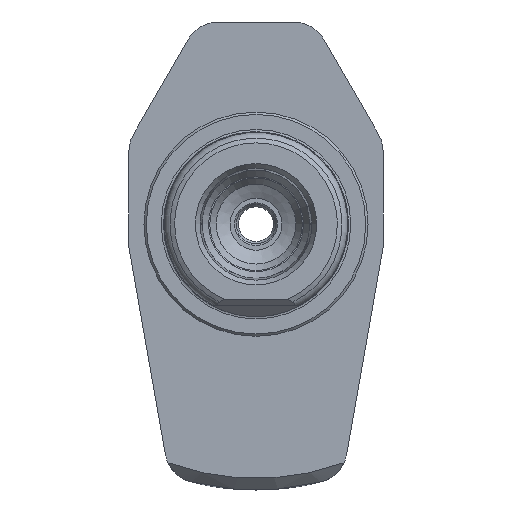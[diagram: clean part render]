
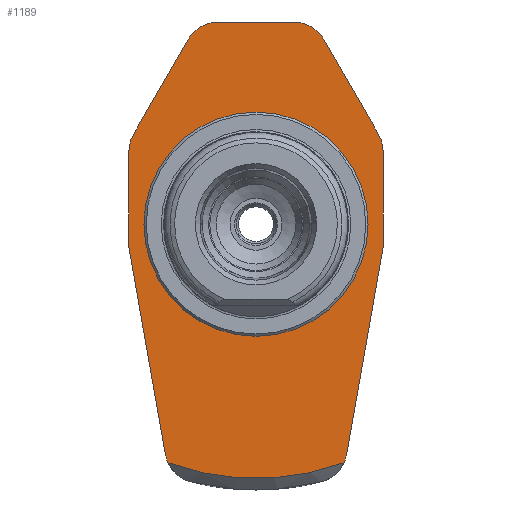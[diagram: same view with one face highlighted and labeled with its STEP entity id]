
A CAD part, left-side view. The second image highlights one B-rep face of the part: STEP entity #1189.
In plain terms, the highlighted planar face has unit normal (-1, 0, 0).
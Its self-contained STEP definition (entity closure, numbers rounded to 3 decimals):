
#694=CARTESIAN_POINT('',(50.2,-10.598,7.804));
#695=VERTEX_POINT('',#694);
#702=CARTESIAN_POINT('',(50.2,-11.,6.304));
#703=VERTEX_POINT('',#702);
#704=CARTESIAN_POINT('',(50.2,-8.,6.304));
#705=DIRECTION('',(-1.0,0.0,0.0));
#706=DIRECTION('',(0.0,-0.866,0.5));
#707=AXIS2_PLACEMENT_3D('',#704,#705,#706);
#708=CIRCLE('',#707,3.0);
#709=EDGE_CURVE('',#703,#695,#708,.T.);
#733=CARTESIAN_POINT('',(50.2,-5.866,16.));
#734=VERTEX_POINT('',#733);
#741=CARTESIAN_POINT('',(50.2,-10.598,7.804));
#742=DIRECTION('',(0.0,0.5,0.866));
#743=VECTOR('',#742,9.464);
#744=LINE('',#741,#743);
#745=EDGE_CURVE('',#695,#734,#744,.T.);
#765=CARTESIAN_POINT('',(50.2,-11.,-2.));
#766=VERTEX_POINT('',#765);
#767=CARTESIAN_POINT('',(50.2,-11.,-2.));
#768=DIRECTION('',(0.0,0.0,1.0));
#769=VECTOR('',#768,8.304);
#770=LINE('',#767,#769);
#771=EDGE_CURVE('',#766,#703,#770,.T.);
#796=CARTESIAN_POINT('',(50.2,-3.268,17.5));
#797=VERTEX_POINT('',#796);
#804=CARTESIAN_POINT('',(50.2,-3.268,14.5));
#805=DIRECTION('',(-1.0,0.0,0.0));
#806=DIRECTION('',(0.0,0.0,1.0));
#807=AXIS2_PLACEMENT_3D('',#804,#805,#806);
#808=CIRCLE('',#807,3.0);
#809=EDGE_CURVE('',#734,#797,#808,.T.);
#829=CARTESIAN_POINT('',(50.2,-7.841,-19.915));
#830=VERTEX_POINT('',#829);
#831=CARTESIAN_POINT('',(50.2,-7.841,-19.915));
#832=DIRECTION('',(0.0,-0.174,0.985));
#833=VECTOR('',#832,18.191);
#834=LINE('',#831,#833);
#835=EDGE_CURVE('',#830,#766,#834,.T.);
#861=CARTESIAN_POINT('',(50.2,-7.616,-20.64));
#862=VERTEX_POINT('',#861);
#863=CARTESIAN_POINT('',(50.2,-4.887,-19.394));
#864=DIRECTION('',(-1.0,0.0,0.0));
#865=DIRECTION('',(0.0,-0.985,-0.174));
#866=AXIS2_PLACEMENT_3D('',#863,#864,#865);
#867=CIRCLE('',#866,3.0);
#868=EDGE_CURVE('',#862,#830,#867,.T.);
#934=CARTESIAN_POINT('',(50.2,7.616,-20.64));
#935=VERTEX_POINT('',#934);
#949=CARTESIAN_POINT('',(50.2,7.841,-19.915));
#950=VERTEX_POINT('',#949);
#951=CARTESIAN_POINT('',(50.2,4.887,-19.394));
#952=DIRECTION('',(-1.0,0.0,0.0));
#953=DIRECTION('',(0.0,0.244,-0.97));
#954=AXIS2_PLACEMENT_3D('',#951,#952,#953);
#955=CIRCLE('',#954,3.0);
#956=EDGE_CURVE('',#950,#935,#955,.T.);
#981=CARTESIAN_POINT('',(50.2,11.,-2.));
#982=VERTEX_POINT('',#981);
#983=CARTESIAN_POINT('',(50.2,11.,-2.));
#984=DIRECTION('',(0.0,-0.174,-0.985));
#985=VECTOR('',#984,18.191);
#986=LINE('',#983,#985);
#987=EDGE_CURVE('',#982,#950,#986,.T.);
#1012=CARTESIAN_POINT('',(50.2,11.,6.304));
#1013=VERTEX_POINT('',#1012);
#1014=CARTESIAN_POINT('',(50.2,11.,6.304));
#1015=DIRECTION('',(0.0,0.0,-1.0));
#1016=VECTOR('',#1015,8.304);
#1017=LINE('',#1014,#1016);
#1018=EDGE_CURVE('',#1013,#982,#1017,.T.);
#1044=CARTESIAN_POINT('',(50.2,10.598,7.804));
#1045=VERTEX_POINT('',#1044);
#1046=CARTESIAN_POINT('',(50.2,8.,6.304));
#1047=DIRECTION('',(-1.0,0.0,0.0));
#1048=DIRECTION('',(0.0,1.0,0.0));
#1049=AXIS2_PLACEMENT_3D('',#1046,#1047,#1048);
#1050=CIRCLE('',#1049,3.0);
#1051=EDGE_CURVE('',#1045,#1013,#1050,.T.);
#1076=CARTESIAN_POINT('',(50.2,5.866,16.));
#1077=VERTEX_POINT('',#1076);
#1078=CARTESIAN_POINT('',(50.2,5.866,16.));
#1079=DIRECTION('',(0.,0.5,-0.866));
#1080=VECTOR('',#1079,9.464);
#1081=LINE('',#1078,#1080);
#1082=EDGE_CURVE('',#1077,#1045,#1081,.T.);
#1108=CARTESIAN_POINT('',(50.2,3.268,17.5));
#1109=VERTEX_POINT('',#1108);
#1110=CARTESIAN_POINT('',(50.2,3.268,14.5));
#1111=DIRECTION('',(-1.0,0.0,0.0));
#1112=DIRECTION('',(0.0,0.866,0.5));
#1113=AXIS2_PLACEMENT_3D('',#1110,#1111,#1112);
#1114=CIRCLE('',#1113,3.0);
#1115=EDGE_CURVE('',#1109,#1077,#1114,.T.);
#1138=CARTESIAN_POINT('',(50.2,-3.268,17.5));
#1139=DIRECTION('',(0.0,1.0,0.0));
#1140=VECTOR('',#1139,6.536);
#1141=LINE('',#1138,#1140);
#1142=EDGE_CURVE('',#797,#1109,#1141,.T.);
#1151=CARTESIAN_POINT('',(50.2,15.85,0.0));
#1152=DIRECTION('',(-1.0,0.0,0.0));
#1153=DIRECTION('',(0.0,0.0,1.0));
#1154=AXIS2_PLACEMENT_3D('',#1151,#1152,#1153);
#1155=PLANE('',#1154);
#1156=ORIENTED_EDGE('',*,*,#868,.T.);
#1157=ORIENTED_EDGE('',*,*,#835,.T.);
#1158=ORIENTED_EDGE('',*,*,#771,.T.);
#1159=ORIENTED_EDGE('',*,*,#709,.T.);
#1160=ORIENTED_EDGE('',*,*,#745,.T.);
#1161=ORIENTED_EDGE('',*,*,#809,.T.);
#1162=ORIENTED_EDGE('',*,*,#1142,.T.);
#1163=ORIENTED_EDGE('',*,*,#1115,.T.);
#1164=ORIENTED_EDGE('',*,*,#1082,.T.);
#1165=ORIENTED_EDGE('',*,*,#1051,.T.);
#1166=ORIENTED_EDGE('',*,*,#1018,.T.);
#1167=ORIENTED_EDGE('',*,*,#987,.T.);
#1168=ORIENTED_EDGE('',*,*,#956,.T.);
#1169=CARTESIAN_POINT('',(50.2,0.,0.0));
#1170=DIRECTION('',(1.0,0.0,0.0));
#1171=DIRECTION('',(0.0,1.0,0.0));
#1172=AXIS2_PLACEMENT_3D('',#1169,#1170,#1171);
#1173=CIRCLE('',#1172,22.);
#1174=EDGE_CURVE('',#862,#935,#1173,.T.);
#1175=ORIENTED_EDGE('',*,*,#1174,.F.);
#1176=EDGE_LOOP('',(#1156,#1157,#1158,#1159,#1160,#1161,#1162,#1163,#1164,#1165,#1166,#1167,#1168,#1175));
#1177=FACE_OUTER_BOUND('',#1176,.T.);
#1178=CARTESIAN_POINT('',(50.2,9.7,0.0));
#1179=VERTEX_POINT('',#1178);
#1180=CARTESIAN_POINT('',(50.2,0.,0.0));
#1181=DIRECTION('',(1.0,0.0,0.0));
#1182=DIRECTION('',(0.0,1.0,0.0));
#1183=AXIS2_PLACEMENT_3D('',#1180,#1181,#1182);
#1184=CIRCLE('',#1183,9.7);
#1185=EDGE_CURVE('',#1179,#1179,#1184,.T.);
#1186=ORIENTED_EDGE('',*,*,#1185,.T.);
#1187=EDGE_LOOP('',(#1186));
#1188=FACE_BOUND('',#1187,.T.);
#1189=ADVANCED_FACE('',(#1177,#1188),#1155,.T.);
